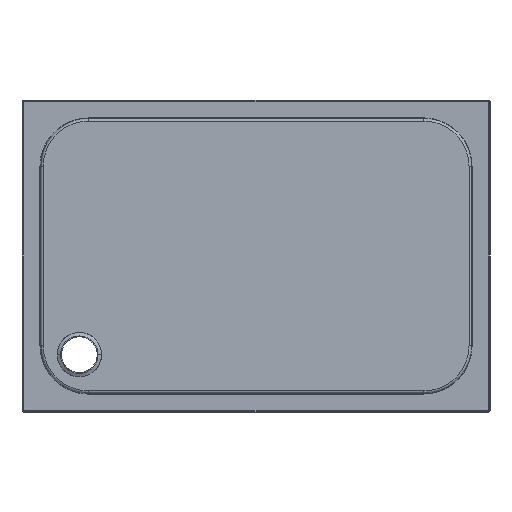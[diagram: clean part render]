
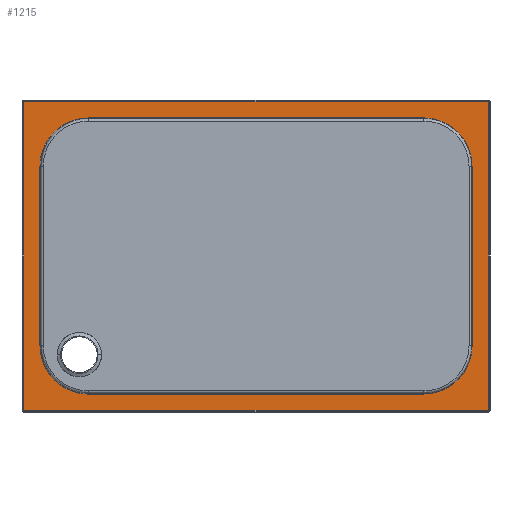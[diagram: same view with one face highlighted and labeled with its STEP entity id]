
A CAD part, front view. The second image highlights one B-rep face of the part: STEP entity #1215.
In plain terms, the highlighted planar face has unit normal (0, -1, 0).
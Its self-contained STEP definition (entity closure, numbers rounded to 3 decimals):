
#88 = FACE_BOUND ( 'NONE', #1952, .T. ) ;
#162 = ORIENTED_EDGE ( 'NONE', *, *, #2885, .F. ) ;
#222 = CARTESIAN_POINT ( 'NONE',  ( -553.928, 46., 0. ) ) ;
#278 = CARTESIAN_POINT ( 'NONE',  ( -596., 46., 0. ) ) ;
#394 =( BOUNDED_CURVE ( )  B_SPLINE_CURVE ( 3, ( #4864, #3967, #2726, #3241 ),
 .UNSPECIFIED., .F., .T. ) 
 B_SPLINE_CURVE_WITH_KNOTS ( ( 4, 4 ),
 ( 4.712, 6.283 ),
 .UNSPECIFIED. ) 
 CURVE ( )  GEOMETRIC_REPRESENTATION_ITEM ( )  RATIONAL_B_SPLINE_CURVE ( ( 1., 0.805, 0.805, 1. ) ) 
 REPRESENTATION_ITEM ( '' )  );
#427 = CARTESIAN_POINT ( 'NONE',  ( 430.053, 46., 354. ) ) ;
#449 = EDGE_LOOP ( 'NONE', ( #4943, #2339, #1413, #657 ) ) ;
#455 = VECTOR ( 'NONE', #656, 1000. ) ;
#570 = EDGE_CURVE ( 'NONE', #5096, #2746, #1472, .T. ) ;
#656 = DIRECTION ( 'NONE',  ( -1., 0., 0. ) ) ;
#657 = ORIENTED_EDGE ( 'NONE', *, *, #2019, .F. ) ;
#667 = VECTOR ( 'NONE', #1064, 1000. ) ;
#682 = VERTEX_POINT ( 'NONE', #1016 ) ;
#706 = CARTESIAN_POINT ( 'NONE',  ( -429.907, 46., 354. ) ) ;
#861 = CARTESIAN_POINT ( 'NONE',  ( 596., 46., 396. ) ) ;
#880 = AXIS2_PLACEMENT_3D ( 'NONE', #1709, #2466, #2936 ) ;
#1016 = CARTESIAN_POINT ( 'NONE',  ( -596., 46., 396. ) ) ;
#1064 = DIRECTION ( 'NONE',  ( 0., 0., 1. ) ) ;
#1073 = VERTEX_POINT ( 'NONE', #1580 ) ;
#1094 = CARTESIAN_POINT ( 'NONE',  ( 554.074, 46., -230. ) ) ;
#1116 = LINE ( 'NONE', #278, #667 ) ;
#1117 = CARTESIAN_POINT ( 'NONE',  ( 430.053, 46., -354. ) ) ;
#1173 = VERTEX_POINT ( 'NONE', #1267 ) ;
#1181 = CARTESIAN_POINT ( 'NONE',  ( -596., 46., -396. ) ) ;
#1215 = ADVANCED_FACE ( 'NONE', ( #88, #2054 ), #4545, .F. ) ;
#1229 = VECTOR ( 'NONE', #4450, 1000. ) ;
#1248 = EDGE_CURVE ( 'NONE', #4845, #3703, #3212, .T. ) ;
#1267 = CARTESIAN_POINT ( 'NONE',  ( -553.928, 46., -230. ) ) ;
#1398 = EDGE_CURVE ( 'NONE', #2171, #3962, #394, .T. ) ;
#1412 = VECTOR ( 'NONE', #5212, 1000. ) ;
#1413 = ORIENTED_EDGE ( 'NONE', *, *, #3885, .F. ) ;
#1472 = LINE ( 'NONE', #3140, #1229 ) ;
#1490 = ORIENTED_EDGE ( 'NONE', *, *, #3189, .F. ) ;
#1524 = DIRECTION ( 'NONE',  ( 1., 0., 0. ) ) ;
#1527 = VERTEX_POINT ( 'NONE', #3214 ) ;
#1580 = CARTESIAN_POINT ( 'NONE',  ( 430.053, 46., -354. ) ) ;
#1676 = CARTESIAN_POINT ( 'NONE',  ( -553.928, 46., -302.638 ) ) ;
#1709 = CARTESIAN_POINT ( 'NONE',  ( 0., 46., 0. ) ) ;
#1765 = CARTESIAN_POINT ( 'NONE',  ( 554.074, 46., 302.638 ) ) ;
#1797 = CARTESIAN_POINT ( 'NONE',  ( -429.907, 46., -354. ) ) ;
#1858 = CARTESIAN_POINT ( 'NONE',  ( 0., 46., 396. ) ) ;
#1952 = EDGE_LOOP ( 'NONE', ( #3732, #3586, #3314, #162, #3410, #3017, #1490, #5241 ) ) ;
#1992 = DIRECTION ( 'NONE',  ( 0., 0., 1. ) ) ;
#2019 = EDGE_CURVE ( 'NONE', #682, #4313, #4346, .T. ) ;
#2054 = FACE_OUTER_BOUND ( 'NONE', #449, .T. ) ;
#2083 = CARTESIAN_POINT ( 'NONE',  ( -502.557, 46., -354. ) ) ;
#2131 = EDGE_CURVE ( 'NONE', #2746, #682, #1116, .T. ) ;
#2168 = EDGE_CURVE ( 'NONE', #1527, #1073, #3608, .T. ) ;
#2171 = VERTEX_POINT ( 'NONE', #706 ) ;
#2295 = CARTESIAN_POINT ( 'NONE',  ( 502.703, 46., -354. ) ) ;
#2304 =( BOUNDED_CURVE ( )  B_SPLINE_CURVE ( 3, ( #2967, #1676, #2083, #1797 ),
 .UNSPECIFIED., .F., .T. ) 
 B_SPLINE_CURVE_WITH_KNOTS ( ( 4, 4 ),
 ( 0., 1.571 ),
 .UNSPECIFIED. ) 
 CURVE ( )  GEOMETRIC_REPRESENTATION_ITEM ( )  RATIONAL_B_SPLINE_CURVE ( ( 1., 0.805, 0.805, 1. ) ) 
 REPRESENTATION_ITEM ( '' )  );
#2339 = ORIENTED_EDGE ( 'NONE', *, *, #570, .F. ) ;
#2361 = LINE ( 'NONE', #222, #1412 ) ;
#2370 = VECTOR ( 'NONE', #1992, 1000. ) ;
#2466 = DIRECTION ( 'NONE',  ( 0., 1., 0. ) ) ;
#2472 = CARTESIAN_POINT ( 'NONE',  ( 596., 46., -396. ) ) ;
#2492 = LINE ( 'NONE', #3648, #3268 ) ;
#2615 = CARTESIAN_POINT ( 'NONE',  ( -553.928, 46., 230. ) ) ;
#2726 = CARTESIAN_POINT ( 'NONE',  ( -553.928, 46., 302.638 ) ) ;
#2746 = VERTEX_POINT ( 'NONE', #1181 ) ;
#2859 =( BOUNDED_CURVE ( )  B_SPLINE_CURVE ( 3, ( #1117, #2295, #4021, #1094 ),
 .UNSPECIFIED., .F., .T. ) 
 B_SPLINE_CURVE_WITH_KNOTS ( ( 4, 4 ),
 ( 1.571, 3.142 ),
 .UNSPECIFIED. ) 
 CURVE ( )  GEOMETRIC_REPRESENTATION_ITEM ( )  RATIONAL_B_SPLINE_CURVE ( ( 1., 0.805, 0.805, 1. ) ) 
 REPRESENTATION_ITEM ( '' )  );
#2885 = EDGE_CURVE ( 'NONE', #1173, #1527, #2304, .T. ) ;
#2936 = DIRECTION ( 'NONE',  ( 0., 0., 1. ) ) ;
#2966 = CARTESIAN_POINT ( 'NONE',  ( 502.703, 46., 354. ) ) ;
#2967 = CARTESIAN_POINT ( 'NONE',  ( -553.928, 46., -230. ) ) ;
#3017 = ORIENTED_EDGE ( 'NONE', *, *, #1398, .F. ) ;
#3140 = CARTESIAN_POINT ( 'NONE',  ( 0., 46., -396. ) ) ;
#3185 = CARTESIAN_POINT ( 'NONE',  ( 430.053, 46., 354. ) ) ;
#3189 = EDGE_CURVE ( 'NONE', #3703, #2171, #3995, .T. ) ;
#3212 =( BOUNDED_CURVE ( )  B_SPLINE_CURVE ( 3, ( #4637, #1765, #2966, #427 ),
 .UNSPECIFIED., .F., .T. ) 
 B_SPLINE_CURVE_WITH_KNOTS ( ( 4, 4 ),
 ( 3.142, 4.712 ),
 .UNSPECIFIED. ) 
 CURVE ( )  GEOMETRIC_REPRESENTATION_ITEM ( )  RATIONAL_B_SPLINE_CURVE ( ( 1., 0.805, 0.805, 1. ) ) 
 REPRESENTATION_ITEM ( '' )  );
#3214 = CARTESIAN_POINT ( 'NONE',  ( -429.907, 46., -354. ) ) ;
#3223 = EDGE_CURVE ( 'NONE', #1073, #3536, #2859, .T. ) ;
#3241 = CARTESIAN_POINT ( 'NONE',  ( -553.928, 46., 230. ) ) ;
#3268 = VECTOR ( 'NONE', #4928, 1000. ) ;
#3314 = ORIENTED_EDGE ( 'NONE', *, *, #2168, .F. ) ;
#3410 = ORIENTED_EDGE ( 'NONE', *, *, #3725, .F. ) ;
#3536 = VERTEX_POINT ( 'NONE', #5160 ) ;
#3586 = ORIENTED_EDGE ( 'NONE', *, *, #3223, .F. ) ;
#3589 = CARTESIAN_POINT ( 'NONE',  ( 554.074, 46., 0. ) ) ;
#3608 = LINE ( 'NONE', #5274, #4253 ) ;
#3643 = LINE ( 'NONE', #3589, #2370 ) ;
#3648 = CARTESIAN_POINT ( 'NONE',  ( 596., 46., 0. ) ) ;
#3667 = CARTESIAN_POINT ( 'NONE',  ( 554.074, 46., 230. ) ) ;
#3703 = VERTEX_POINT ( 'NONE', #3185 ) ;
#3725 = EDGE_CURVE ( 'NONE', #3962, #1173, #2361, .T. ) ;
#3732 = ORIENTED_EDGE ( 'NONE', *, *, #4837, .F. ) ;
#3885 = EDGE_CURVE ( 'NONE', #4313, #5096, #2492, .T. ) ;
#3962 = VERTEX_POINT ( 'NONE', #2615 ) ;
#3967 = CARTESIAN_POINT ( 'NONE',  ( -502.557, 46., 354. ) ) ;
#3995 = LINE ( 'NONE', #4814, #455 ) ;
#4021 = CARTESIAN_POINT ( 'NONE',  ( 554.074, 46., -302.638 ) ) ;
#4253 = VECTOR ( 'NONE', #1524, 1000. ) ;
#4313 = VERTEX_POINT ( 'NONE', #861 ) ;
#4346 = LINE ( 'NONE', #1858, #4938 ) ;
#4450 = DIRECTION ( 'NONE',  ( -1., 0., 0. ) ) ;
#4545 = PLANE ( 'NONE',  #880 ) ;
#4637 = CARTESIAN_POINT ( 'NONE',  ( 554.074, 46., 230. ) ) ;
#4814 = CARTESIAN_POINT ( 'NONE',  ( 0., 46., 354. ) ) ;
#4837 = EDGE_CURVE ( 'NONE', #3536, #4845, #3643, .T. ) ;
#4845 = VERTEX_POINT ( 'NONE', #3667 ) ;
#4864 = CARTESIAN_POINT ( 'NONE',  ( -429.907, 46., 354. ) ) ;
#4928 = DIRECTION ( 'NONE',  ( 0., 0., -1. ) ) ;
#4938 = VECTOR ( 'NONE', #5194, 1000. ) ;
#4943 = ORIENTED_EDGE ( 'NONE', *, *, #2131, .F. ) ;
#5096 = VERTEX_POINT ( 'NONE', #2472 ) ;
#5160 = CARTESIAN_POINT ( 'NONE',  ( 554.074, 46., -230. ) ) ;
#5194 = DIRECTION ( 'NONE',  ( 1., 0., 0. ) ) ;
#5212 = DIRECTION ( 'NONE',  ( 0., 0., -1. ) ) ;
#5241 = ORIENTED_EDGE ( 'NONE', *, *, #1248, .F. ) ;
#5274 = CARTESIAN_POINT ( 'NONE',  ( 0., 46., -354. ) ) ;
